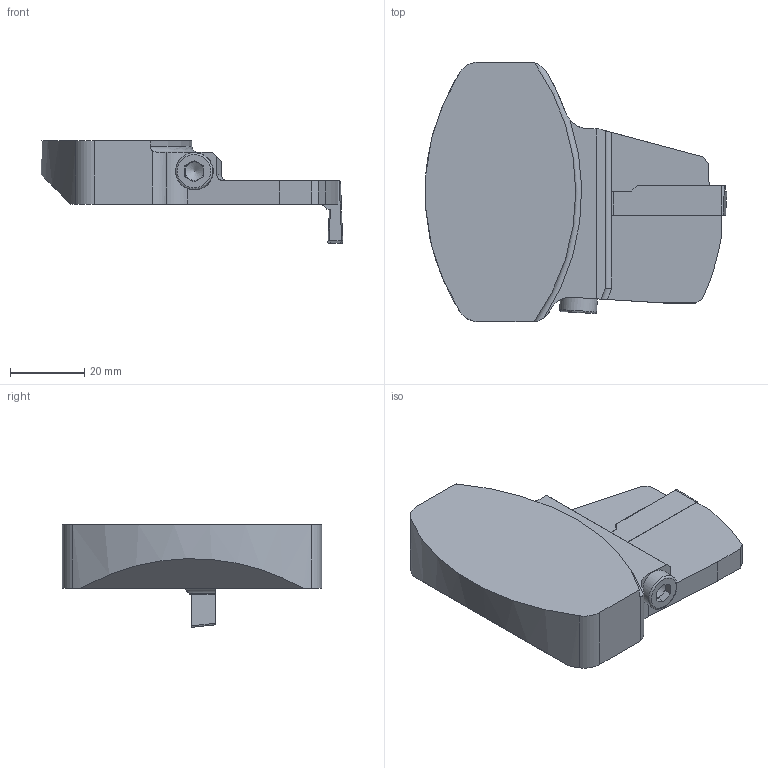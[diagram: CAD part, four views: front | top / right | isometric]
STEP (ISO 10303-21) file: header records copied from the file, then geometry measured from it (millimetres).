
FILE_DESCRIPTION(/* description */ (''),/* implementation_level */ '2;1');
FILE_NAME(/* name */ '1568102576453.stp',/* time_stamp */ '2019-09-10T13:33:07+05:00',/* author */ (''),/* organization */ ('SMS'),/* preprocessor_version */ 'ST-DEVELOPER v15',/* originating_system */ 'SIEMENS PLM Software NX 8.5',/* authorisation */ '');
FILE_SCHEMA (('AUTOMOTIVE_DESIGN { 1 0 10303 214 3 1 1 1 }'));
Length unit declared in the file: millimetre
Products named in the file (4): ASSEMBLY_CONSTRUCTION; 202498592mod000_00; 202507848mod000_00; 202507873mod000_00
Assembly tree (3 placements, depth 2):
  202507873mod000_00
    202507848mod000_00
    202498592mod000_00
    ASSEMBLY_CONSTRUCTION
Bounding box: 81.38 x 70 x 27.71 mm (x, y, z)
Volume: 54422.9 mm3; surface area: 12785.5 mm2
Topology: 2 solids, 2 shells, 81 faces, 220 edges, 154 vertices
Faces by surface type: plane 51, cylinder 26, torus 3, cone 1
Full cylindrical faces by diameter (mm): 10 x1
Entity records: 2843 total; most frequent: CARTESIAN_POINT 573, DIRECTION 456, ORIENTED_EDGE 430, EDGE_CURVE 215, AXIS2_PLACEMENT_3D 157, VERTEX_POINT 142, LINE 142, VECTOR 142
